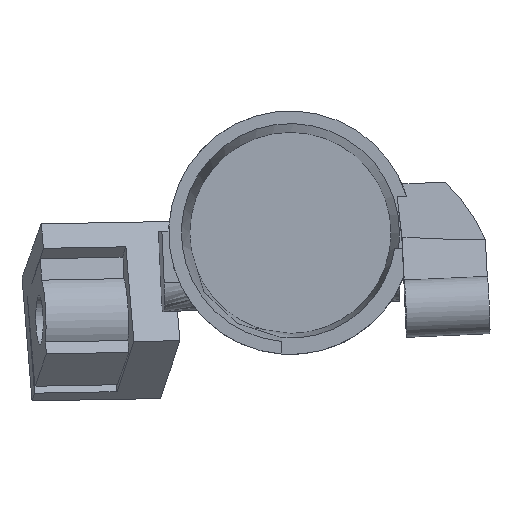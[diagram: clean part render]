
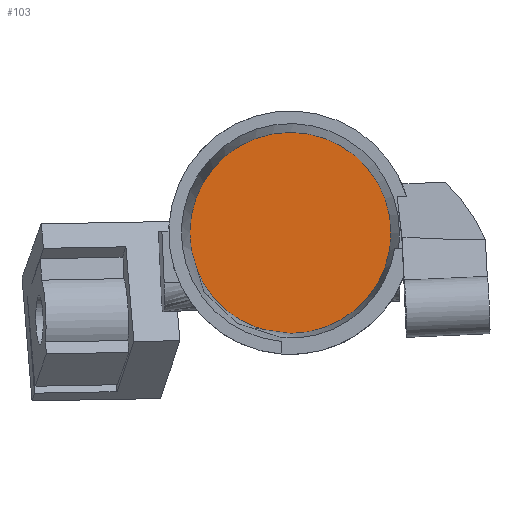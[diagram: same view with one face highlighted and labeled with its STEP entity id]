
A CAD part, top view. The second image highlights one B-rep face of the part: STEP entity #103.
In plain terms, the highlighted free-form (B-spline) face has degree [1, 1] with [2, 2] control points.
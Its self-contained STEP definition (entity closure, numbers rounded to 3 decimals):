
#103=ADVANCED_FACE('',(#217),#218,.T.);
#217=FACE_OUTER_BOUND('',#848,.T.);
#218=B_SPLINE_SURFACE_WITH_KNOTS('',1,1,((#849,#850),(#851,#852)),.UNSPECIFIED.,.F.,.F.,.F.,(2,2),(2,2),(0.0,1.0),(0.0,1.0),.UNSPECIFIED.);
#848=EDGE_LOOP('',(#1266));
#849=CARTESIAN_POINT('',(8.754,-19.183,4.0));
#850=CARTESIAN_POINT('',(8.754,16.301,4.0));
#851=CARTESIAN_POINT('',(44.238,-19.183,4.0));
#852=CARTESIAN_POINT('',(44.238,16.301,4.0));
#1266=ORIENTED_EDGE('',*,*,#1498,.T.);
#1498=EDGE_CURVE('',#1738,#1738,#1739,.T.);
#1738=VERTEX_POINT('',#2283);
#1739=CIRCLE('',#2284,17.532);
#2283=CARTESIAN_POINT('',(44.027,-1.441,4.0));
#2284=AXIS2_PLACEMENT_3D('',#2532,#2533,#2534);
#2532=CARTESIAN_POINT('',(26.496,-1.441,4.0));
#2533=DIRECTION('',(0.0,-0.0,1.0));
#2534=DIRECTION('',(1.0,0.0,-0.0));
